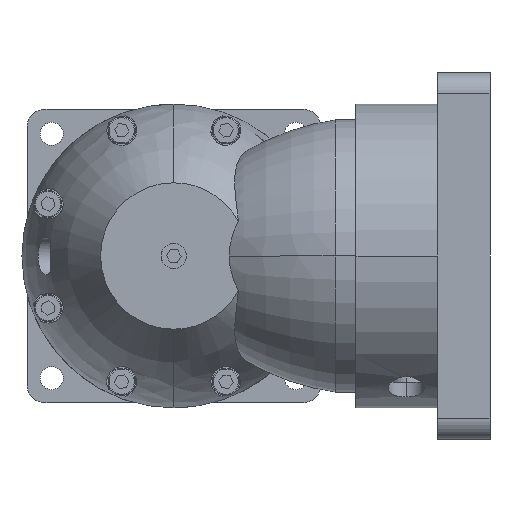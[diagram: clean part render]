
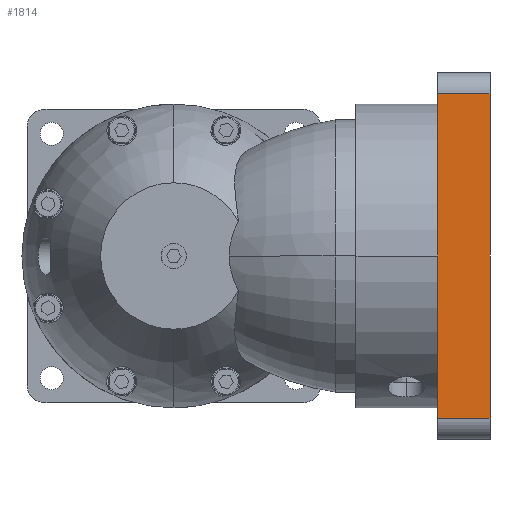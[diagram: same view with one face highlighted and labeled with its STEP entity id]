
A CAD part, left-side view. The second image highlights one B-rep face of the part: STEP entity #1814.
In plain terms, the highlighted planar face has unit normal (-1, 0, 0).
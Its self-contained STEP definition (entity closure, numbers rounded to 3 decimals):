
#303 = LINE ( 'NONE', #8180, #16853 ) ;
#371 = VECTOR ( 'NONE', #11376, 1000. ) ;
#1160 = LINE ( 'NONE', #5094, #16439 ) ;
#1354 = DIRECTION ( 'NONE',  ( 0., 0., -1. ) ) ;
#1703 = EDGE_CURVE ( 'NONE', #8125, #11121, #303, .T. ) ;
#1814 = ADVANCED_FACE ( 'NONE', ( #3127 ), #16376, .F. ) ;
#2564 = VECTOR ( 'NONE', #3923, 1000. ) ;
#3127 = FACE_OUTER_BOUND ( 'NONE', #8165, .T. ) ;
#3501 = CARTESIAN_POINT ( 'NONE',  ( -87.5, -126., 77.5 ) ) ;
#3655 = CARTESIAN_POINT ( 'NONE',  ( -87.5, -151., 77.5 ) ) ;
#3923 = DIRECTION ( 'NONE',  ( 0., 1., 0. ) ) ;
#4617 = LINE ( 'NONE', #3501, #371 ) ;
#4664 = DIRECTION ( 'NONE',  ( 0., 1., 0. ) ) ;
#5006 = CARTESIAN_POINT ( 'NONE',  ( -87.5, -126., 77.5 ) ) ;
#5094 = CARTESIAN_POINT ( 'NONE',  ( -87.5, -151., -77.5 ) ) ;
#5588 = VERTEX_POINT ( 'NONE', #9892 ) ;
#5652 = AXIS2_PLACEMENT_3D ( 'NONE', #5690, #13741, #4664 ) ;
#5690 = CARTESIAN_POINT ( 'NONE',  ( -87.5, -151., 77.5 ) ) ;
#6558 = LINE ( 'NONE', #15623, #2564 ) ;
#8125 = VERTEX_POINT ( 'NONE', #3655 ) ;
#8165 = EDGE_LOOP ( 'NONE', ( #15993, #14586, #9187, #8694 ) ) ;
#8180 = CARTESIAN_POINT ( 'NONE',  ( -87.5, -151., 77.5 ) ) ;
#8694 = ORIENTED_EDGE ( 'NONE', *, *, #13124, .T. ) ;
#8970 = CARTESIAN_POINT ( 'NONE',  ( -87.5, -151., -77.5 ) ) ;
#9187 = ORIENTED_EDGE ( 'NONE', *, *, #1703, .F. ) ;
#9892 = CARTESIAN_POINT ( 'NONE',  ( -87.5, -126., -77.5 ) ) ;
#10319 = VERTEX_POINT ( 'NONE', #5006 ) ;
#11121 = VERTEX_POINT ( 'NONE', #8970 ) ;
#11376 = DIRECTION ( 'NONE',  ( 0., 0., -1. ) ) ;
#11585 = EDGE_CURVE ( 'NONE', #11121, #5588, #1160, .T. ) ;
#12790 = DIRECTION ( 'NONE',  ( 0., 1., 0. ) ) ;
#13124 = EDGE_CURVE ( 'NONE', #8125, #10319, #6558, .T. ) ;
#13741 = DIRECTION ( 'NONE',  ( 1., 0., 0. ) ) ;
#14586 = ORIENTED_EDGE ( 'NONE', *, *, #11585, .F. ) ;
#15527 = EDGE_CURVE ( 'NONE', #10319, #5588, #4617, .T. ) ;
#15623 = CARTESIAN_POINT ( 'NONE',  ( -87.5, -151., 77.5 ) ) ;
#15993 = ORIENTED_EDGE ( 'NONE', *, *, #15527, .T. ) ;
#16376 = PLANE ( 'NONE',  #5652 ) ;
#16439 = VECTOR ( 'NONE', #12790, 1000. ) ;
#16853 = VECTOR ( 'NONE', #1354, 1000. ) ;
